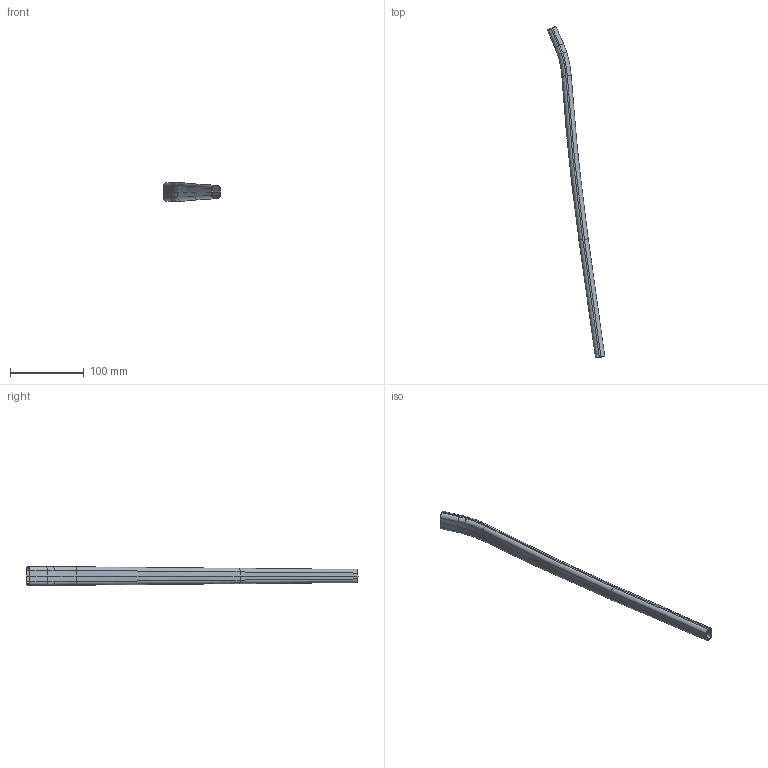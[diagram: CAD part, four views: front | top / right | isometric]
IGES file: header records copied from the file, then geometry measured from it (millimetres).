
Start section: SolidWorks IGES file using analytic representation for surfaces
Global section: file name: CX Single stay.IGS; native system: SolidWorks 2017; preprocessor: SolidWorks 2017; author: User; date: 180228.140506; units: inch
Bounding box: 77.9 x 448.88 x 25.4 mm (x, y, z)
Surface area: 49718.4 mm2 (no closed solid volume)
Topology: 0 solids, 0 shells, 84 faces, 628 edges, 628 vertices
Faces by surface type: bspline 52, revolution 32
